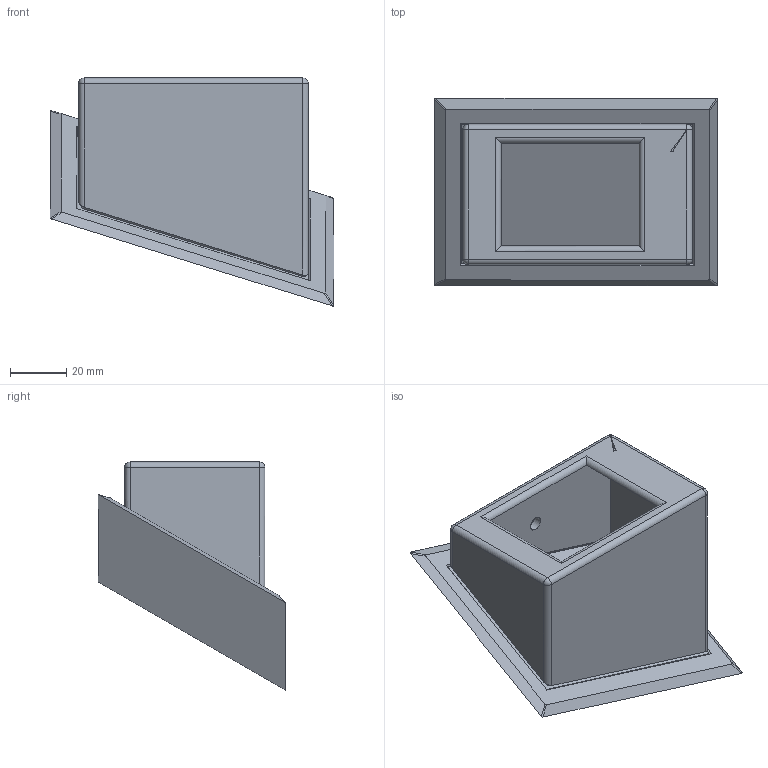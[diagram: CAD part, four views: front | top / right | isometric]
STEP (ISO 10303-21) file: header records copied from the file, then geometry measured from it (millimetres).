
FILE_DESCRIPTION(/* description */ (''),/* implementation_level */ '2;1');
FILE_NAME(/* name */ '2.4 Nextion enclosure Windshield Mount.stp',/* time_stamp */ '2016-12-05T00:32:06-08:00',/* author */ (''),/* organization */ (''),/* preprocessor_version */ 'ST-DEVELOPER v16.5',/* originating_system */ 'Autodesk Translation Framework v5.2.0.2920',/* authorisation */ '');
FILE_SCHEMA (('AUTOMOTIVE_DESIGN { 1 0 10303 214 3 1 1 }'));
Length unit declared in the file: millimetre
Products named in the file (2): MyNew 2.4 Nextion enclosure v4 Windshield Mount v11; Component3
Assembly tree (1 placements, depth 2):
  MyNew 2.4 Nextion enclosure v4 Windshield Mount v11
    Component3
Bounding box: 100.61 x 66.57 x 80.97 mm (x, y, z)
Volume: 50772.1 mm3; surface area: 42706.4 mm2
Topology: 2 solids, 2 shells, 90 faces, 219 edges, 139 vertices
Faces by surface type: plane 47, cylinder 27, bspline 12, sphere 4
Full cylindrical faces by diameter (mm): 3.2 x4, 5 x1
Entity records: 2850 total; most frequent: CARTESIAN_POINT 716, ORIENTED_EDGE 428, DIRECTION 414, EDGE_CURVE 214, LINE 148, VECTOR 148, VERTEX_POINT 139, AXIS2_PLACEMENT_3D 133
